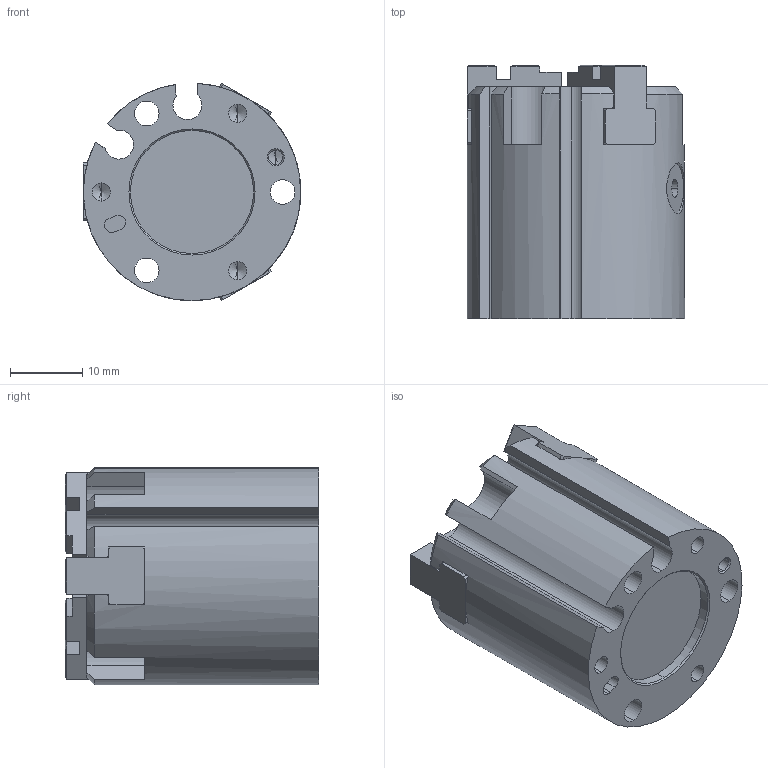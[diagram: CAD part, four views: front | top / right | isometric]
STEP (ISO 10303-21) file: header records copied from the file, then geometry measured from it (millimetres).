
FILE_DESCRIPTION (( 'STEP AP203' ), '1' );
FILE_NAME ('GPS 3-30.STEP', '2007-05-16T16:27:55', ( 'Utente' ), ( '' ), 'SwSTEP 2.0', 'SolidWorks 2004231', '' );
FILE_SCHEMA (( 'CONFIG_CONTROL_DESIGN' ));
Length unit declared in the file: millimetre
Products named in the file (5): Piastrina; GPS 3-30; Spintore; Corpo; Griffa
Assembly tree (6 placements, depth 2):
  GPS 3-30
    Griffa  x3
    Corpo
    Piastrina
    Spintore
Bounding box: 30 x 35 x 29.99 mm (x, y, z)
Volume: 19859.6 mm3; surface area: 10043.4 mm2
Topology: 6 solids, 6 shells, 295 faces, 768 edges, 478 vertices
Faces by surface type: plane 182, cylinder 72, cone 41
Entity records: 7020 total; most frequent: CARTESIAN_POINT 1342, DIRECTION 1079, ORIENTED_EDGE 1060, EDGE_CURVE 530, AXIS2_PLACEMENT_3D 375, VERTEX_POINT 342, VECTOR 329, LINE 329
